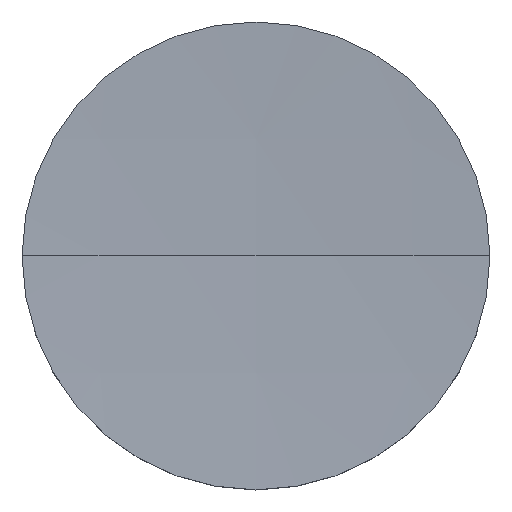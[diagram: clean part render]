
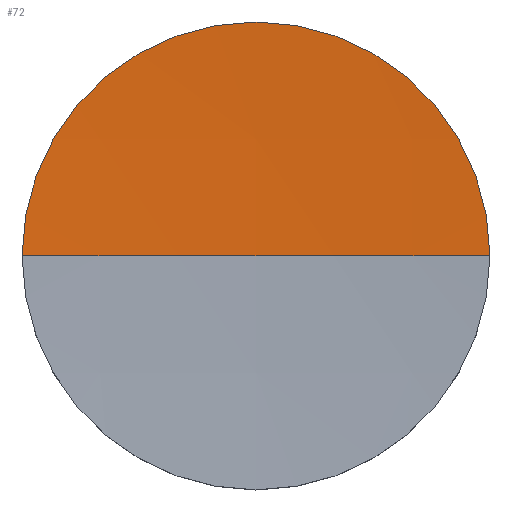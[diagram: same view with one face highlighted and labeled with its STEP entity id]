
A CAD part, top view. The second image highlights one B-rep face of the part: STEP entity #72.
In plain terms, the highlighted spherical face has radius 500 mm.
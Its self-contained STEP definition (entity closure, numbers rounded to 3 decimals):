
#1 = EDGE_CURVE ( 'NONE', #165, #88, #19, .T. ) ;
#4 = CARTESIAN_POINT ( 'NONE',  ( 0., 0., 9.354 ) ) ;
#5 = DIRECTION ( 'NONE',  ( 1., 0., 0. ) ) ;
#7 = CARTESIAN_POINT ( 'NONE',  ( 0., 0., 10. ) ) ;
#13 = ORIENTED_EDGE ( 'NONE', *, *, #122, .T. ) ;
#19 = CIRCLE ( 'NONE', #184, 500. ) ;
#22 = CARTESIAN_POINT ( 'NONE',  ( 0., 0., 509.354 ) ) ;
#25 = DIRECTION ( 'NONE',  ( 0., -1., 0. ) ) ;
#30 = CARTESIAN_POINT ( 'NONE',  ( 25.4, 0., 10. ) ) ;
#39 = FACE_OUTER_BOUND ( 'NONE', #50, .T. ) ;
#40 = DIRECTION ( 'NONE',  ( 0., 0., 1. ) ) ;
#50 = EDGE_LOOP ( 'NONE', ( #73, #13, #185 ) ) ;
#51 = VERTEX_POINT ( 'NONE', #173 ) ;
#55 = AXIS2_PLACEMENT_3D ( 'NONE', #22, #25, #80 ) ;
#61 = CIRCLE ( 'NONE', #169, 25.4 ) ;
#64 = CARTESIAN_POINT ( 'NONE',  ( 0., 0., 509.354 ) ) ;
#72 = ADVANCED_FACE ( 'NONE', ( #39 ), #156, .F. ) ;
#73 = ORIENTED_EDGE ( 'NONE', *, *, #180, .F. ) ;
#80 = DIRECTION ( 'NONE',  ( 1., 0., 0. ) ) ;
#88 = VERTEX_POINT ( 'NONE', #4 ) ;
#108 = DIRECTION ( 'NONE',  ( 0., 1., 0. ) ) ;
#122 = EDGE_CURVE ( 'NONE', #51, #88, #134, .T. ) ;
#127 = DIRECTION ( 'NONE',  ( 0., -1., 0. ) ) ;
#134 = CIRCLE ( 'NONE', #159, 500. ) ;
#156 = SPHERICAL_SURFACE ( 'NONE', #55, 500. ) ;
#159 = AXIS2_PLACEMENT_3D ( 'NONE', #64, #127, #5 ) ;
#165 = VERTEX_POINT ( 'NONE', #30 ) ;
#169 = AXIS2_PLACEMENT_3D ( 'NONE', #7, #195, #196 ) ;
#173 = CARTESIAN_POINT ( 'NONE',  ( -25.4, 0., 10. ) ) ;
#180 = EDGE_CURVE ( 'NONE', #51, #165, #61, .T. ) ;
#184 = AXIS2_PLACEMENT_3D ( 'NONE', #193, #108, #40 ) ;
#185 = ORIENTED_EDGE ( 'NONE', *, *, #1, .F. ) ;
#193 = CARTESIAN_POINT ( 'NONE',  ( 0., 0., 509.354 ) ) ;
#195 = DIRECTION ( 'NONE',  ( 0., 0., -1. ) ) ;
#196 = DIRECTION ( 'NONE',  ( 1., 0., 0. ) ) ;
